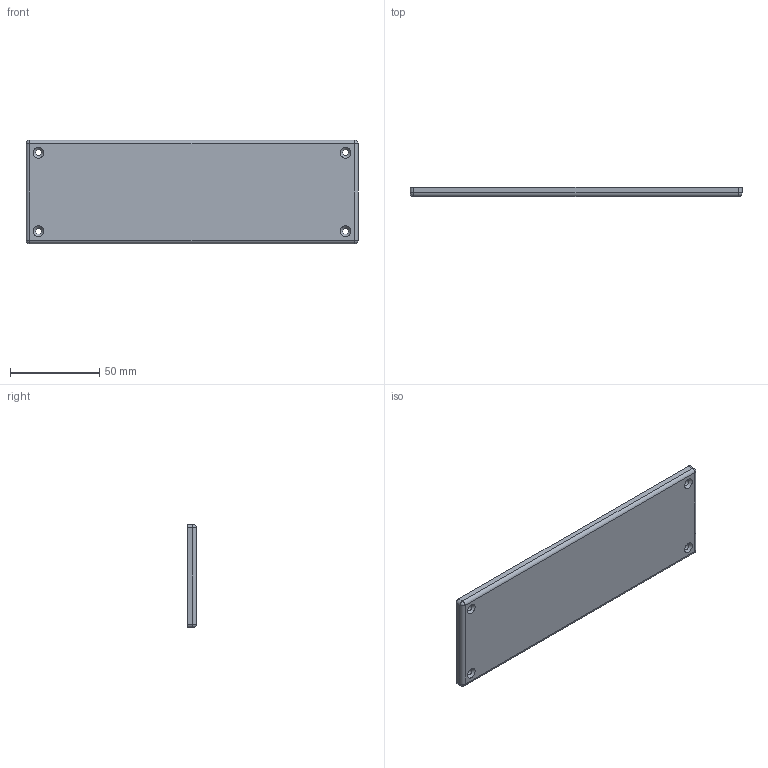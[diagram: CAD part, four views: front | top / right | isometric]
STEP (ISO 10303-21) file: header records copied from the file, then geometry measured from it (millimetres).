
FILE_DESCRIPTION(('FreeCAD Model'),'2;1');
FILE_NAME('Open CASCADE Shape Model','2026-01-25T12:23:23',(''),(''), 'Open CASCADE STEP processor 7.8','FreeCAD','Unknown');
FILE_SCHEMA(('AUTOMOTIVE_DESIGN { 1 0 10303 214 1 1 1 1 }'));
Length unit declared in the file: millimetre
Products named in the file (1): front
Bounding box: 186 x 5 x 58 mm (x, y, z)
Volume: 36046.5 mm3; surface area: 24958.9 mm2
Topology: 1 solids, 1 shells, 35 faces, 84 edges, 48 vertices
Faces by surface type: plane 15, cylinder 12, sphere 4, cone 4
Full cylindrical faces by diameter (mm): 3.4 x4
Entity records: 2073 total; most frequent: CARTESIAN_POINT 366, DIRECTION 333, LINE 200, VECTOR 200, ORIENTED_EDGE 160, PCURVE 160, DEFINITIONAL_REPRESENTATION 160, EDGE_CURVE 80
